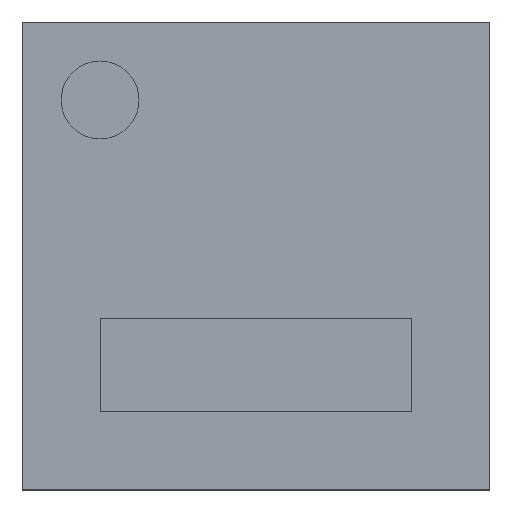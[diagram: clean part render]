
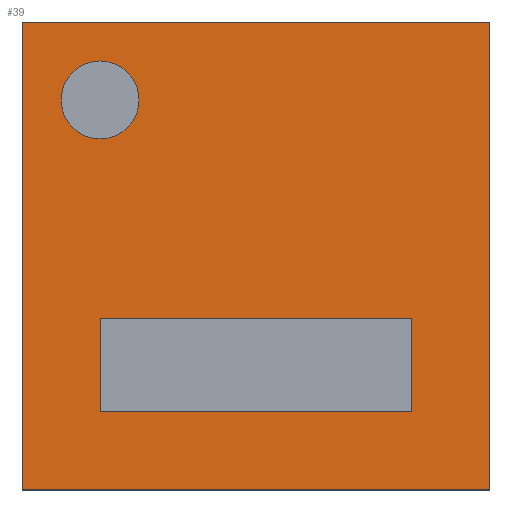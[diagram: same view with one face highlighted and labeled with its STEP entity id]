
A CAD part, top view. The second image highlights one B-rep face of the part: STEP entity #39.
In plain terms, the highlighted planar face has unit normal (0, 0, 1).
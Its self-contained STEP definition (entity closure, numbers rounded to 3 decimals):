
#39 = ADVANCED_FACE( '', ( #83, #84, #85 ), #86, .T. );
#83 = FACE_OUTER_BOUND( '', #132, .T. );
#84 = FACE_BOUND( '', #133, .T. );
#85 = FACE_BOUND( '', #134, .T. );
#86 = PLANE( '', #135 );
#132 = EDGE_LOOP( '', ( #177, #178, #179, #180 ) );
#133 = EDGE_LOOP( '', ( #181, #182, #183, #184 ) );
#134 = EDGE_LOOP( '', ( #185 ) );
#135 = AXIS2_PLACEMENT_3D( '', #186, #187, #188 );
#177 = ORIENTED_EDGE( '', *, *, #278, .T. );
#178 = ORIENTED_EDGE( '', *, *, #279, .T. );
#179 = ORIENTED_EDGE( '', *, *, #280, .T. );
#180 = ORIENTED_EDGE( '', *, *, #281, .T. );
#181 = ORIENTED_EDGE( '', *, *, #282, .F. );
#182 = ORIENTED_EDGE( '', *, *, #283, .F. );
#183 = ORIENTED_EDGE( '', *, *, #284, .F. );
#184 = ORIENTED_EDGE( '', *, *, #285, .F. );
#185 = ORIENTED_EDGE( '', *, *, #286, .T. );
#186 = CARTESIAN_POINT( '', ( 0., 0., 1.1 ) );
#187 = DIRECTION( '', ( 0., 0., 1. ) );
#188 = DIRECTION( '', ( 1., 0., 0. ) );
#278 = EDGE_CURVE( '', #318, #319, #320, .T. );
#279 = EDGE_CURVE( '', #319, #321, #322, .T. );
#280 = EDGE_CURVE( '', #321, #323, #324, .T. );
#281 = EDGE_CURVE( '', #323, #318, #325, .T. );
#282 = EDGE_CURVE( '', #326, #327, #328, .T. );
#283 = EDGE_CURVE( '', #329, #326, #330, .T. );
#284 = EDGE_CURVE( '', #331, #329, #332, .T. );
#285 = EDGE_CURVE( '', #327, #331, #333, .T. );
#286 = EDGE_CURVE( '', #334, #334, #335, .T. );
#318 = VERTEX_POINT( '', #375 );
#319 = VERTEX_POINT( '', #376 );
#320 = LINE( '', #377, #378 );
#321 = VERTEX_POINT( '', #379 );
#322 = LINE( '', #380, #381 );
#323 = VERTEX_POINT( '', #382 );
#324 = LINE( '', #383, #384 );
#325 = LINE( '', #385, #386 );
#326 = VERTEX_POINT( '', #387 );
#327 = VERTEX_POINT( '', #388 );
#328 = LINE( '', #389, #390 );
#329 = VERTEX_POINT( '', #391 );
#330 = LINE( '', #392, #393 );
#331 = VERTEX_POINT( '', #394 );
#332 = LINE( '', #395, #396 );
#333 = LINE( '', #397, #398 );
#334 = VERTEX_POINT( '', #399 );
#335 = CIRCLE( '', #400, 0.25 );
#375 = CARTESIAN_POINT( '', ( 1.5, -1.5, 1.1 ) );
#376 = CARTESIAN_POINT( '', ( 1.5, 1.5, 1.1 ) );
#377 = CARTESIAN_POINT( '', ( 1.5, -1.5, 1.1 ) );
#378 = VECTOR( '', #455, 1000. );
#379 = CARTESIAN_POINT( '', ( -1.5, 1.5, 1.1 ) );
#380 = CARTESIAN_POINT( '', ( 1.5, 1.5, 1.1 ) );
#381 = VECTOR( '', #456, 1000. );
#382 = CARTESIAN_POINT( '', ( -1.5, -1.5, 1.1 ) );
#383 = CARTESIAN_POINT( '', ( -1.5, 1.5, 1.1 ) );
#384 = VECTOR( '', #457, 1000. );
#385 = CARTESIAN_POINT( '', ( -1.5, -1.5, 1.1 ) );
#386 = VECTOR( '', #458, 1000. );
#387 = CARTESIAN_POINT( '', ( 1., -1., 1.1 ) );
#388 = CARTESIAN_POINT( '', ( 1., -0.4, 1.1 ) );
#389 = CARTESIAN_POINT( '', ( 1., -1., 1.1 ) );
#390 = VECTOR( '', #459, 1000. );
#391 = CARTESIAN_POINT( '', ( -1., -1., 1.1 ) );
#392 = CARTESIAN_POINT( '', ( -1., -1., 1.1 ) );
#393 = VECTOR( '', #460, 1000. );
#394 = CARTESIAN_POINT( '', ( -1., -0.4, 1.1 ) );
#395 = CARTESIAN_POINT( '', ( -1., -0.4, 1.1 ) );
#396 = VECTOR( '', #461, 1000. );
#397 = CARTESIAN_POINT( '', ( 1., -0.4, 1.1 ) );
#398 = VECTOR( '', #462, 1000. );
#399 = CARTESIAN_POINT( '', ( -0.75, 1., 1.1 ) );
#400 = AXIS2_PLACEMENT_3D( '', #463, #464, #465 );
#455 = DIRECTION( '', ( 0., 1., 0. ) );
#456 = DIRECTION( '', ( -1., 0., 0. ) );
#457 = DIRECTION( '', ( 0., -1., 0. ) );
#458 = DIRECTION( '', ( 1., 0., 0. ) );
#459 = DIRECTION( '', ( 0., 1., 0. ) );
#460 = DIRECTION( '', ( 1., 0., 0. ) );
#461 = DIRECTION( '', ( 0., -1., 0. ) );
#462 = DIRECTION( '', ( -1., 0., 0. ) );
#463 = CARTESIAN_POINT( '', ( -1., 1., 1.1 ) );
#464 = DIRECTION( '', ( 0., 0., -1. ) );
#465 = DIRECTION( '', ( 1., 0., 0. ) );
